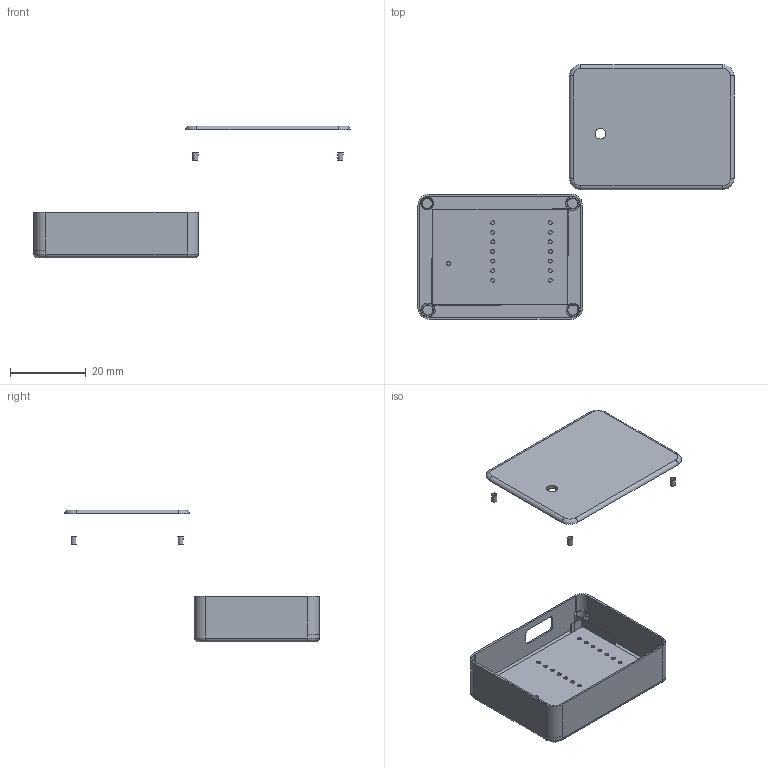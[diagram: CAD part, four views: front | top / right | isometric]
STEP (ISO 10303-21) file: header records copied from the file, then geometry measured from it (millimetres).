
FILE_DESCRIPTION(/* description */ (''),/* implementation_level */ '2;1');
FILE_NAME(/* name */ 'V2SensingEnclosure v21.step',/* time_stamp */ '2024-02-13T15:28:32-08:00',/* author */ (''),/* organization */ (''),/* preprocessor_version */ 'ST-DEVELOPER v20',/* originating_system */ 'Autodesk Translation Framework v12.20.1.177',/* authorisation */ '');
FILE_SCHEMA (('AUTOMOTIVE_DESIGN { 1 0 10303 214 3 1 1 }'));
Length unit declared in the file: millimetre
Products named in the file (2): V2SensingEnclosure; FinalProject PCB
Assembly tree (1 placements, depth 2):
  V2SensingEnclosure
    FinalProject PCB
Bounding box: 83.63 x 67.35 x 34.81 mm (x, y, z)
Volume: 6488.1 mm3; surface area: 11969.5 mm2
Topology: 3 solids, 3 shells, 122 faces, 304 edges, 200 vertices
Faces by surface type: plane 60, cylinder 39, cone 15, torus 8
Full cylindrical faces by diameter (mm): 1.016 x14, 1.025 x1, 2.82 x1
Entity records: 3814 total; most frequent: DIRECTION 668, CARTESIAN_POINT 666, ORIENTED_EDGE 608, EDGE_CURVE 304, AXIS2_PLACEMENT_3D 244, VERTEX_POINT 200, LINE 180, VECTOR 180
